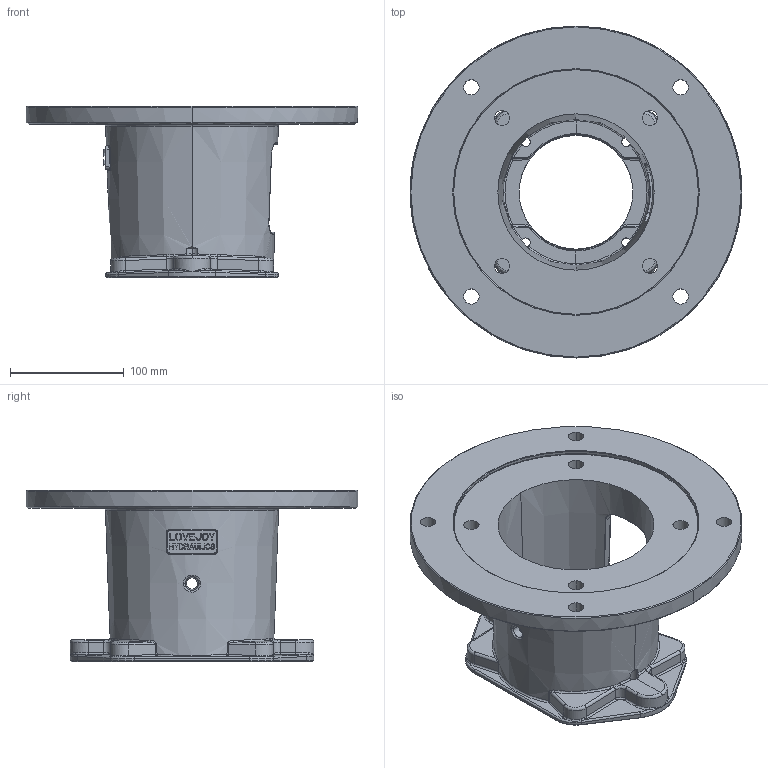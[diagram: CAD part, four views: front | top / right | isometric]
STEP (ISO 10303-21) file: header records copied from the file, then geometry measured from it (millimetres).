
FILE_DESCRIPTION((''),'2;1');
FILE_NAME('84527105223_ASM','2013-04-26T',('ppetruska'),(''),'PRO/ENGINEER BY PARAMETRIC TECHNOLOGY CORPORATION, 2012480','PRO/ENGINEER BY PARAMETRIC TECHNOLOGY CORPORATION, 2012480','');
FILE_SCHEMA(('CONFIG_CONTROL_DESIGN'));
Length unit declared in the file: inch
Products named in the file (3): 84527106041_AF3; 84527106049_AF2_ASM; 84527105223_ASM
Assembly tree (2 placements, depth 3):
  84527105223_ASM
    84527106049_AF2_ASM
      84527106041_AF3
Bounding box: 292.1 x 292.1 x 150.81 mm (x, y, z)
Volume: 1385613.3 mm3; surface area: 275021.2 mm2
Topology: 1 solids, 1 shells, 754 faces, 1971 edges, 1234 vertices
Faces by surface type: plane 442, bspline 137, cylinder 103, cone 42, torus 18, sphere 8, extrusion 4
Entity records: 30087 total; most frequent: CARTESIAN_POINT 12412, ORIENTED_EDGE 3934, DIRECTION 3220, EDGE_CURVE 1967, VECTOR 1324, LINE 1320, VERTEX_POINT 1234, AXIS2_PLACEMENT_3D 948
